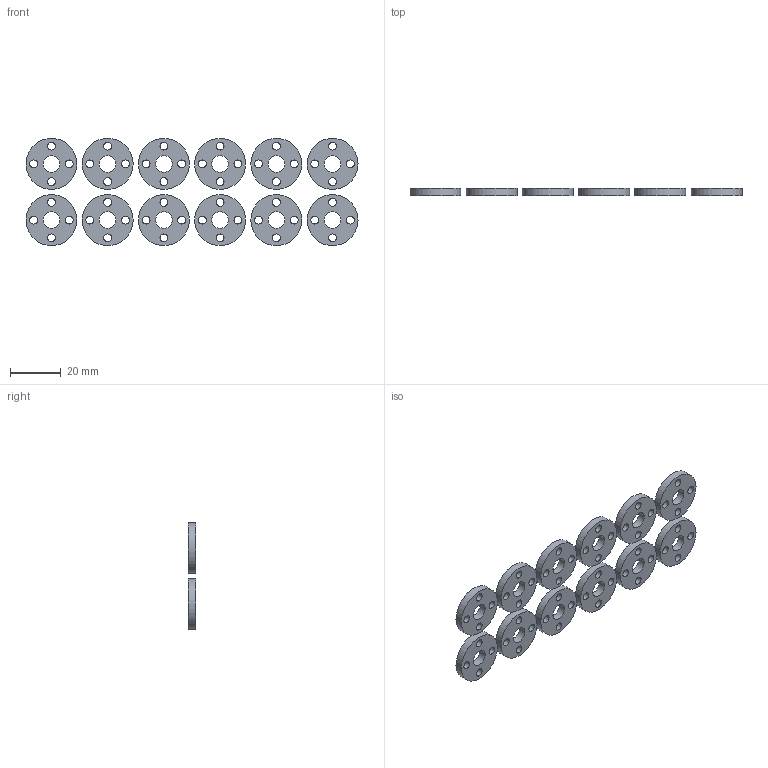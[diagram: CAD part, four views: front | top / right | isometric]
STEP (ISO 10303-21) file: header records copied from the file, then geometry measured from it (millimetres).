
FILE_DESCRIPTION(/* description */ (''),/* implementation_level */ '2;1');
FILE_NAME(/* name */ 'Leg_t3_CAM.stp',/* time_stamp */ '2025-04-27T02:55:37+09:00',/* author */ ('rei_r'),/* organization */ (''),/* preprocessor_version */ 'ST-DEVELOPER v19.2',/* originating_system */ 'Autodesk Inventor 2023',/* authorisation */ '');
FILE_SCHEMA (('AUTOMOTIVE_DESIGN { 1 0 10303 214 3 1 1 }'));
Length unit declared in the file: millimetre
Products named in the file (2): Leg_t3_CAM; servo_horn_spacer
Assembly tree (12 placements, depth 2):
  Leg_t3_CAM
    servo_horn_spacer  x12
Bounding box: 130.5 x 3 x 42.1 mm (x, y, z)
Volume: 9028.3 mm3; surface area: 10418.3 mm2
Topology: 12 solids, 12 shells, 96 faces, 216 edges, 144 vertices
Faces by surface type: cylinder 72, plane 24
Full cylindrical faces by diameter (mm): 3.1 x48, 6.5 x12, 20 x12
Entity records: 411 total; most frequent: DIRECTION 74, CARTESIAN_POINT 52, ORIENTED_EDGE 36, AXIS2_PLACEMENT_3D 34, EDGE_LOOP 18, EDGE_CURVE 18, PRODUCT_DEFINITION_SHAPE 14, ITEM_DEFINED_TRANSFORMATION 12
